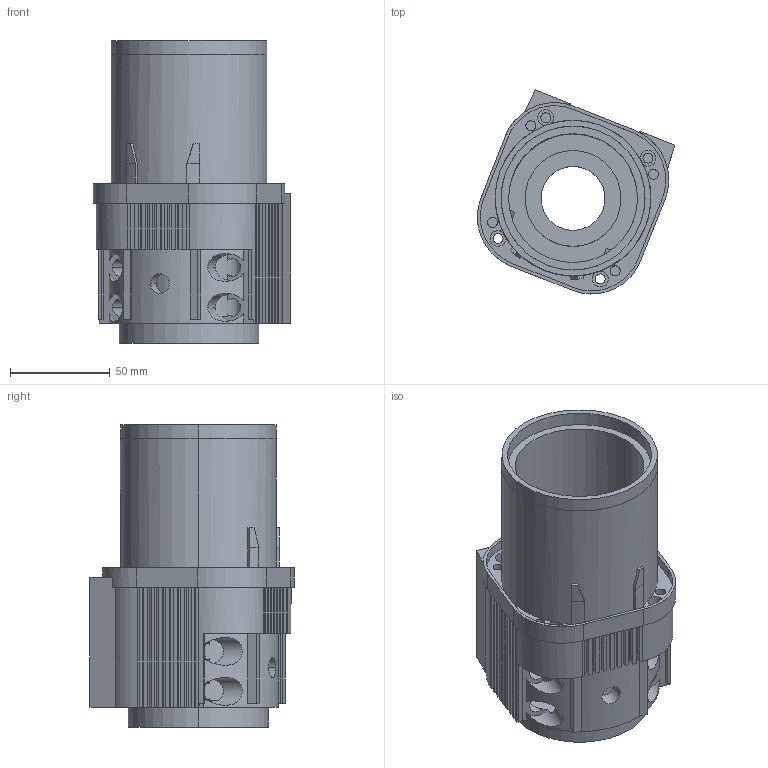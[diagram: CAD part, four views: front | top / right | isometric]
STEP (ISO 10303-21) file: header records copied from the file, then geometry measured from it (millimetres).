
FILE_DESCRIPTION (( 'STEP AP203' ), '1' );
FILE_NAME ('couronne_Défaut_sldprt.STEP', '2016-04-22T08:44:40', ( '' ), ( '' ), 'SwSTEP 2.0', 'SolidWorks 2014', '' );
FILE_SCHEMA (( 'CONFIG_CONTROL_DESIGN' ));
Length unit declared in the file: millimetre
Products named in the file (1): couronne_Défaut_sldprt
Bounding box: 98.78 x 102.15 x 151.5 mm (x, y, z)
Volume: 330239.7 mm3; surface area: 110819.9 mm2
Topology: 1 solids, 1 shells, 282 faces, 803 edges, 530 vertices
Faces by surface type: plane 171, cylinder 103, cone 4, bspline 4
Entity records: 10225 total; most frequent: CARTESIAN_POINT 2603, ORIENTED_EDGE 1606, DIRECTION 1567, EDGE_CURVE 803, VERTEX_POINT 530, AXIS2_PLACEMENT_3D 523, VECTOR 521, LINE 521
